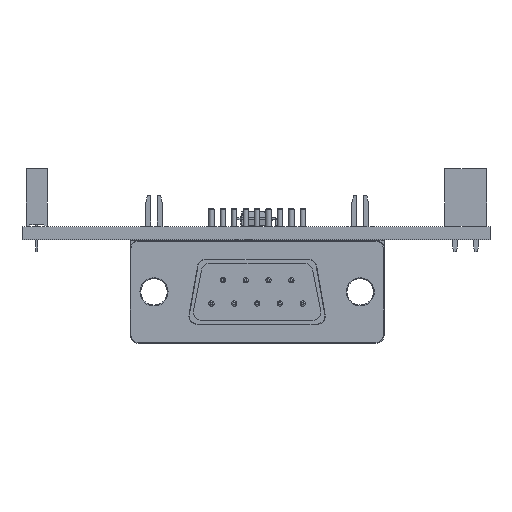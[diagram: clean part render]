
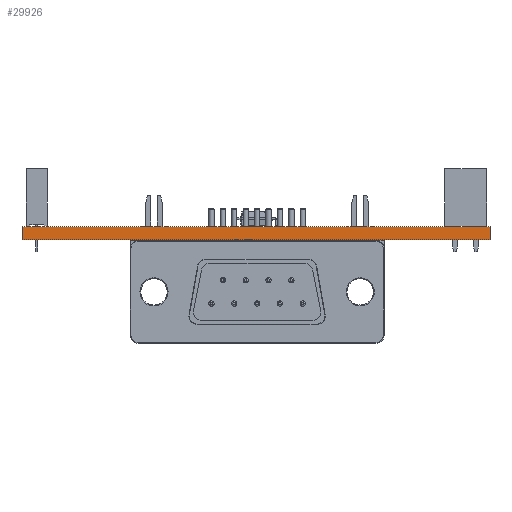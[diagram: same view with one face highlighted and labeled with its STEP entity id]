
A CAD part, front view. The second image highlights one B-rep face of the part: STEP entity #29926.
In plain terms, the highlighted planar face has unit normal (0, -1, 0).
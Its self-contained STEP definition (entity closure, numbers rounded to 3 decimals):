
#28140 = PLANE('',#28141);
#28141 = AXIS2_PLACEMENT_3D('',#28142,#28143,#28144);
#28142 = CARTESIAN_POINT('',(82.677,-103.861,1.6));
#28143 = DIRECTION('',(-0.,-0.,-1.));
#28144 = DIRECTION('',(-1.,0.,0.));
#28194 = PLANE('',#28195);
#28195 = AXIS2_PLACEMENT_3D('',#28196,#28197,#28198);
#28196 = CARTESIAN_POINT('',(82.677,-103.861,0.));
#28197 = DIRECTION('',(-0.,-0.,-1.));
#28198 = DIRECTION('',(-1.,0.,0.));
#28325 = PLANE('',#28326);
#28326 = AXIS2_PLACEMENT_3D('',#28327,#28328,#28329);
#28327 = CARTESIAN_POINT('',(111.049,-146.05,0.));
#28328 = DIRECTION('',(1.,0.,-0.));
#28329 = DIRECTION('',(0.,-1.,0.));
#28364 = VERTEX_POINT('',#28365);
#28365 = CARTESIAN_POINT('',(111.049,-147.32,0.));
#28386 = EDGE_CURVE('',#28364,#28387,#28389,.T.);
#28387 = VERTEX_POINT('',#28388);
#28388 = CARTESIAN_POINT('',(54.305,-147.32,0.));
#28389 = SURFACE_CURVE('',#28390,(#28394,#28401),.PCURVE_S1.);
#28390 = LINE('',#28391,#28392);
#28391 = CARTESIAN_POINT('',(111.049,-147.32,0.));
#28392 = VECTOR('',#28393,1.);
#28393 = DIRECTION('',(-1.,0.,0.));
#28394 = PCURVE('',#28194,#28395);
#28395 = DEFINITIONAL_REPRESENTATION('',(#28396),#28400);
#28396 = LINE('',#28397,#28398);
#28397 = CARTESIAN_POINT('',(-28.372,-43.459));
#28398 = VECTOR('',#28399,1.);
#28399 = DIRECTION('',(1.,0.));
#28400 = ( GEOMETRIC_REPRESENTATION_CONTEXT(2) 
PARAMETRIC_REPRESENTATION_CONTEXT() REPRESENTATION_CONTEXT('2D SPACE',''
  ) );
#28401 = PCURVE('',#28402,#28407);
#28402 = PLANE('',#28403);
#28403 = AXIS2_PLACEMENT_3D('',#28404,#28405,#28406);
#28404 = CARTESIAN_POINT('',(111.049,-147.32,0.));
#28405 = DIRECTION('',(0.,-1.,0.));
#28406 = DIRECTION('',(-1.,0.,0.));
#28407 = DEFINITIONAL_REPRESENTATION('',(#28408),#28412);
#28408 = LINE('',#28409,#28410);
#28409 = CARTESIAN_POINT('',(0.,-0.));
#28410 = VECTOR('',#28411,1.);
#28411 = DIRECTION('',(1.,0.));
#28412 = ( GEOMETRIC_REPRESENTATION_CONTEXT(2) 
PARAMETRIC_REPRESENTATION_CONTEXT() REPRESENTATION_CONTEXT('2D SPACE',''
  ) );
#28430 = PLANE('',#28431);
#28431 = AXIS2_PLACEMENT_3D('',#28432,#28433,#28434);
#28432 = CARTESIAN_POINT('',(54.305,-147.32,0.));
#28433 = DIRECTION('',(-1.,0.,0.));
#28434 = DIRECTION('',(0.,1.,0.));
#29163 = VERTEX_POINT('',#29164);
#29164 = CARTESIAN_POINT('',(111.049,-147.32,1.6));
#29185 = EDGE_CURVE('',#29163,#29186,#29188,.T.);
#29186 = VERTEX_POINT('',#29187);
#29187 = CARTESIAN_POINT('',(54.305,-147.32,1.6));
#29188 = SURFACE_CURVE('',#29189,(#29193,#29200),.PCURVE_S1.);
#29189 = LINE('',#29190,#29191);
#29190 = CARTESIAN_POINT('',(111.049,-147.32,1.6));
#29191 = VECTOR('',#29192,1.);
#29192 = DIRECTION('',(-1.,0.,0.));
#29193 = PCURVE('',#28140,#29194);
#29194 = DEFINITIONAL_REPRESENTATION('',(#29195),#29199);
#29195 = LINE('',#29196,#29197);
#29196 = CARTESIAN_POINT('',(-28.372,-43.459));
#29197 = VECTOR('',#29198,1.);
#29198 = DIRECTION('',(1.,0.));
#29199 = ( GEOMETRIC_REPRESENTATION_CONTEXT(2) 
PARAMETRIC_REPRESENTATION_CONTEXT() REPRESENTATION_CONTEXT('2D SPACE',''
  ) );
#29200 = PCURVE('',#28402,#29201);
#29201 = DEFINITIONAL_REPRESENTATION('',(#29202),#29206);
#29202 = LINE('',#29203,#29204);
#29203 = CARTESIAN_POINT('',(0.,-1.6));
#29204 = VECTOR('',#29205,1.);
#29205 = DIRECTION('',(1.,0.));
#29206 = ( GEOMETRIC_REPRESENTATION_CONTEXT(2) 
PARAMETRIC_REPRESENTATION_CONTEXT() REPRESENTATION_CONTEXT('2D SPACE',''
  ) );
#29878 = EDGE_CURVE('',#28364,#29163,#29879,.T.);
#29879 = SURFACE_CURVE('',#29880,(#29884,#29891),.PCURVE_S1.);
#29880 = LINE('',#29881,#29882);
#29881 = CARTESIAN_POINT('',(111.049,-147.32,0.));
#29882 = VECTOR('',#29883,1.);
#29883 = DIRECTION('',(0.,0.,1.));
#29884 = PCURVE('',#28325,#29885);
#29885 = DEFINITIONAL_REPRESENTATION('',(#29886),#29890);
#29886 = LINE('',#29887,#29888);
#29887 = CARTESIAN_POINT('',(1.27,0.));
#29888 = VECTOR('',#29889,1.);
#29889 = DIRECTION('',(0.,-1.));
#29890 = ( GEOMETRIC_REPRESENTATION_CONTEXT(2) 
PARAMETRIC_REPRESENTATION_CONTEXT() REPRESENTATION_CONTEXT('2D SPACE',''
  ) );
#29891 = PCURVE('',#28402,#29892);
#29892 = DEFINITIONAL_REPRESENTATION('',(#29893),#29897);
#29893 = LINE('',#29894,#29895);
#29894 = CARTESIAN_POINT('',(0.,-0.));
#29895 = VECTOR('',#29896,1.);
#29896 = DIRECTION('',(0.,-1.));
#29897 = ( GEOMETRIC_REPRESENTATION_CONTEXT(2) 
PARAMETRIC_REPRESENTATION_CONTEXT() REPRESENTATION_CONTEXT('2D SPACE',''
  ) );
#29926 = ADVANCED_FACE('',(#29927),#28402,.T.);
#29927 = FACE_BOUND('',#29928,.T.);
#29928 = EDGE_LOOP('',(#29929,#29930,#29931,#29952));
#29929 = ORIENTED_EDGE('',*,*,#29878,.T.);
#29930 = ORIENTED_EDGE('',*,*,#29185,.T.);
#29931 = ORIENTED_EDGE('',*,*,#29932,.F.);
#29932 = EDGE_CURVE('',#28387,#29186,#29933,.T.);
#29933 = SURFACE_CURVE('',#29934,(#29938,#29945),.PCURVE_S1.);
#29934 = LINE('',#29935,#29936);
#29935 = CARTESIAN_POINT('',(54.305,-147.32,0.));
#29936 = VECTOR('',#29937,1.);
#29937 = DIRECTION('',(0.,0.,1.));
#29938 = PCURVE('',#28402,#29939);
#29939 = DEFINITIONAL_REPRESENTATION('',(#29940),#29944);
#29940 = LINE('',#29941,#29942);
#29941 = CARTESIAN_POINT('',(56.744,0.));
#29942 = VECTOR('',#29943,1.);
#29943 = DIRECTION('',(0.,-1.));
#29944 = ( GEOMETRIC_REPRESENTATION_CONTEXT(2) 
PARAMETRIC_REPRESENTATION_CONTEXT() REPRESENTATION_CONTEXT('2D SPACE',''
  ) );
#29945 = PCURVE('',#28430,#29946);
#29946 = DEFINITIONAL_REPRESENTATION('',(#29947),#29951);
#29947 = LINE('',#29948,#29949);
#29948 = CARTESIAN_POINT('',(0.,0.));
#29949 = VECTOR('',#29950,1.);
#29950 = DIRECTION('',(0.,-1.));
#29951 = ( GEOMETRIC_REPRESENTATION_CONTEXT(2) 
PARAMETRIC_REPRESENTATION_CONTEXT() REPRESENTATION_CONTEXT('2D SPACE',''
  ) );
#29952 = ORIENTED_EDGE('',*,*,#28386,.F.);
